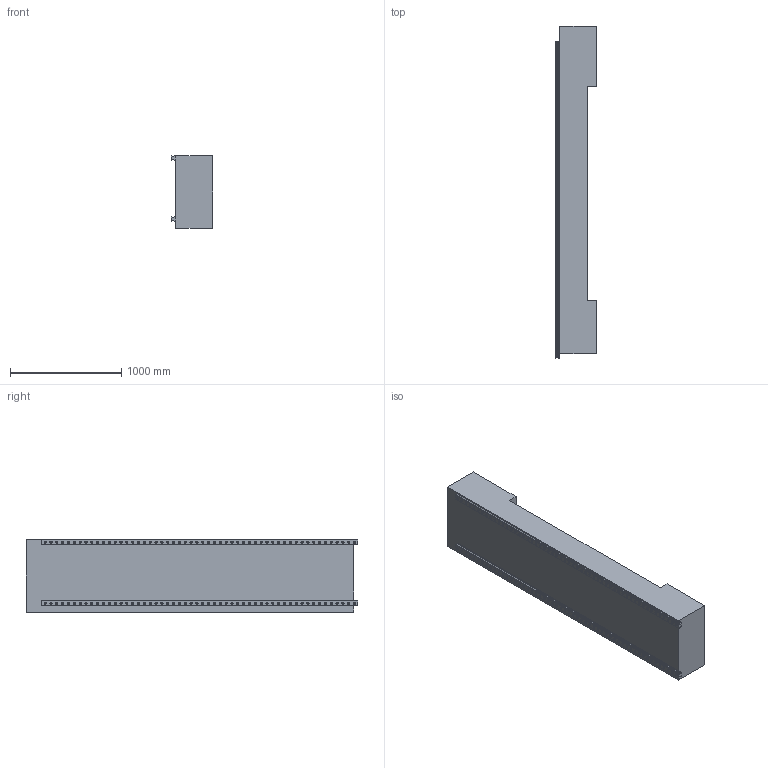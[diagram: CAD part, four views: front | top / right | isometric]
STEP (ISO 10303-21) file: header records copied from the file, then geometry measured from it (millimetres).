
FILE_DESCRIPTION(('FreeCAD Model'),'2;1');
FILE_NAME('Open CASCADE Shape Model','2025-08-17T14:38:40',(''),(''), 'Open CASCADE STEP processor 7.8','FreeCAD','Unknown');
FILE_SCHEMA(('AUTOMOTIVE_DESIGN { 1 0 10303 214 1 1 1 1 }'));
Length unit declared in the file: millimetre
Products named in the file (1): Z
Bounding box: 370 x 2984 x 652.63 mm (x, y, z)
Volume: 540389893.6 mm3; surface area: 6948701.5 mm2
Topology: 1 solids, 1 shells, 708 faces, 1488 edges, 988 vertices
Faces by surface type: cylinder 432, plane 276
Entity records: 24308 total; most frequent: DIRECTION 3770, CARTESIAN_POINT 3185, ORIENTED_EDGE 2976, AXIS2_PLACEMENT_3D 1573, EDGE_CURVE 1488, VERTEX_POINT 988, FACE_BOUND 926, EDGE_LOOP 926
